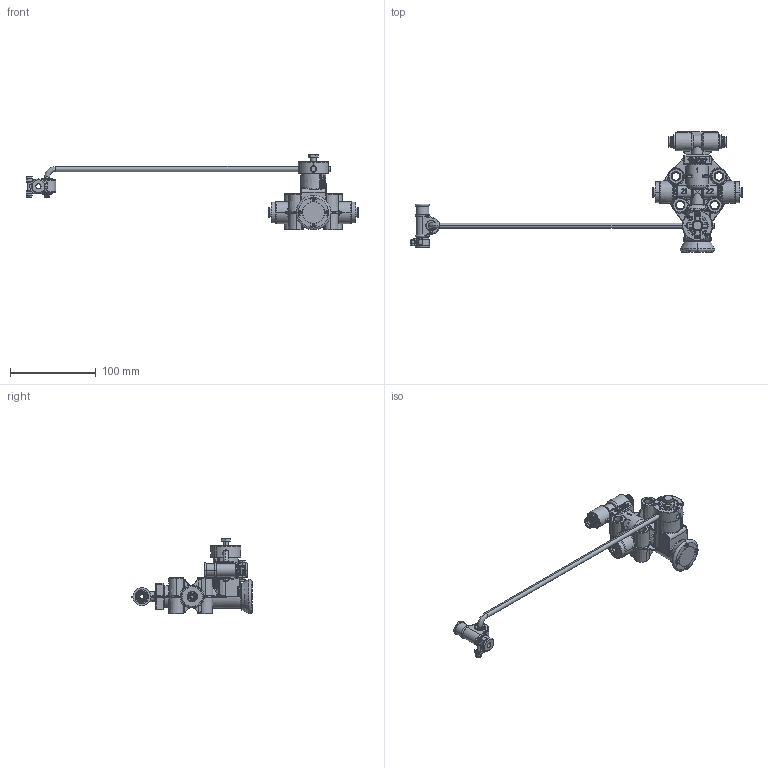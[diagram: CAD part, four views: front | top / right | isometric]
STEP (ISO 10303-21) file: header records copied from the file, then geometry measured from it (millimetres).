
FILE_DESCRIPTION((''),'2;1');
FILE_NAME('612_056_021_ASM','2010-05-31T',('TschoekeT'),(''),'PRO/ENGINEER BY PARAMETRIC TECHNOLOGY CORPORATION, 2007230','PRO/ENGINEER BY PARAMETRIC TECHNOLOGY CORPORATION, 2007230','');
FILE_SCHEMA(('AUTOMOTIVE_DESIGN_CC2 { 1 2 10303 214 -1 1 5 2 }'));
Length unit declared in the file: millimetre
Products named in the file (27): 027_0543_39; 058_0189_09; 003_6061_39_ASM; 027_0542_19; 016_3579_09; 025_0478_09_EINB; 051_0049_09; 019_2112_09; 025_0466_09; E-SO-397-008; E-SO-397-009; 056_0153_09_ASM; E-SO-397-014; 054_0115_09; 056_0065_09; 003_5757_09_ASM; 027_0766_09; 016_3993_09-PUSH-IN-8MM; E-SO-397-ROHR; E-SO-397-CLIP; 032_0734_09_ASM; 003_6345_09_ASM; 016_4008_09-PUSH-IN-8MM; E-SO-397-O-RING; 024_0716_09-EB-612; 032_0747_09_ASM; 612_056_021_ASM
Assembly tree (37 placements, depth 4):
  612_056_021_ASM
    003_6061_39_ASM
      027_0543_39
      058_0189_09  x4
    027_0542_19
    016_3579_09
    025_0478_09_EINB
    051_0049_09
    003_5757_09_ASM
      019_2112_09
      025_0466_09
      056_0153_09_ASM
        E-SO-397-008
        E-SO-397-009  x2
      E-SO-397-014
      054_0115_09  x2
      056_0065_09  x2
    003_6345_09_ASM
      027_0766_09
      032_0734_09_ASM  x2
        016_3993_09-PUSH-IN-8MM
        E-SO-397-ROHR
        E-SO-397-CLIP
    032_0747_09_ASM  x2
      016_4008_09-PUSH-IN-8MM
      E-SO-397-ROHR
      E-SO-397-O-RING
      E-SO-397-CLIP
      024_0716_09-EB-612
Bounding box: 386.34 x 140.65 x 88.01 mm (x, y, z)
Volume: 158846.2 mm3; surface area: 120664 mm2
Topology: 38 solids, 38 shells, 3854 faces, 9453 edges, 5726 vertices
Faces by surface type: plane 1122, cylinder 1055, bspline 657, torus 510, cone 306, sphere 175, revolution 24, extrusion 5
Entity records: 154054 total; most frequent: CARTESIAN_POINT 54243, ORIENTED_EDGE 16240, DIRECTION 14403, PRESENTATION_STYLE_ASSIGNMENT 8168, EDGE_CURVE 8120, STYLED_ITEM 8028, CURVE_STYLE 8012, AXIS2_PLACEMENT_3D 5645
